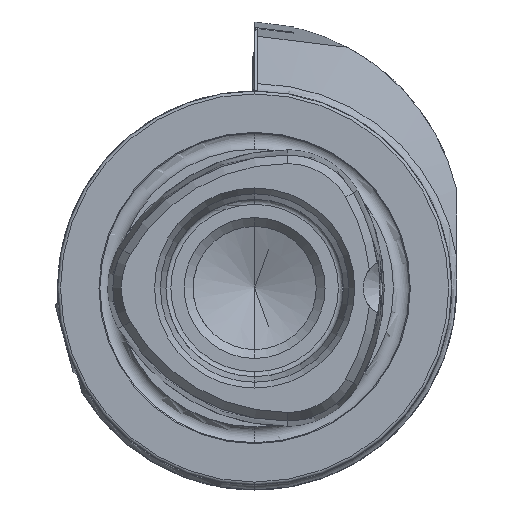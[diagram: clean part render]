
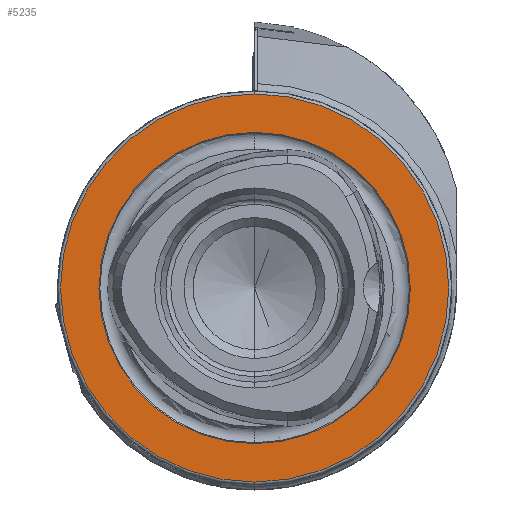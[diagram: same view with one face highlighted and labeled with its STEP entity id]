
A CAD part, left-side view. The second image highlights one B-rep face of the part: STEP entity #5235.
In plain terms, the highlighted planar face has unit normal (-1, 0, 0).
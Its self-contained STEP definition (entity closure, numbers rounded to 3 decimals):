
#29 = AXIS2_PLACEMENT_3D ( 'NONE', #710, #5871, #214 ) ;
#63 = FACE_OUTER_BOUND ( 'NONE', #9634, .T. ) ;
#214 = DIRECTION ( 'NONE',  ( 0., 0., 1. ) ) ;
#418 = CARTESIAN_POINT ( 'NONE',  ( 0., 0., 0. ) ) ;
#600 = ORIENTED_EDGE ( 'NONE', *, *, #11651, .T. ) ;
#710 = CARTESIAN_POINT ( 'NONE',  ( 0., 0., 0. ) ) ;
#729 = EDGE_CURVE ( 'NONE', #3764, #8915, #6948, .T. ) ;
#1072 = PLANE ( 'NONE',  #7311 ) ;
#1516 = AXIS2_PLACEMENT_3D ( 'NONE', #8071, #10017, #5983 ) ;
#1542 = DIRECTION ( 'NONE',  ( -1., 0., 0. ) ) ;
#1608 = VERTEX_POINT ( 'NONE', #10361 ) ;
#2269 = VERTEX_POINT ( 'NONE', #4860 ) ;
#3336 = ORIENTED_EDGE ( 'NONE', *, *, #729, .T. ) ;
#3362 = DIRECTION ( 'NONE',  ( 0., 0., 1. ) ) ;
#3764 = VERTEX_POINT ( 'NONE', #10277 ) ;
#4860 = CARTESIAN_POINT ( 'NONE',  ( 0., 0., 15.8 ) ) ;
#4936 = EDGE_LOOP ( 'NONE', ( #6076, #11997 ) ) ;
#5235 = ADVANCED_FACE ( 'NONE', ( #5985, #63 ), #1072, .F. ) ;
#5871 = DIRECTION ( 'NONE',  ( -1., 0., 0. ) ) ;
#5983 = DIRECTION ( 'NONE',  ( 0., 0., 1. ) ) ;
#5985 = FACE_BOUND ( 'NONE', #4936, .T. ) ;
#6076 = ORIENTED_EDGE ( 'NONE', *, *, #6557, .F. ) ;
#6557 = EDGE_CURVE ( 'NONE', #2269, #1608, #6594, .T. ) ;
#6594 = CIRCLE ( 'NONE', #1516, 15.8 ) ;
#6948 = CIRCLE ( 'NONE', #29, 19.7 ) ;
#7311 = AXIS2_PLACEMENT_3D ( 'NONE', #9229, #10329, #10281 ) ;
#7327 = CARTESIAN_POINT ( 'NONE',  ( 0., 0., -19.7 ) ) ;
#8071 = CARTESIAN_POINT ( 'NONE',  ( 0., 0., 0. ) ) ;
#8915 = VERTEX_POINT ( 'NONE', #7327 ) ;
#9229 = CARTESIAN_POINT ( 'NONE',  ( 0., 15.8, 0. ) ) ;
#9245 = CIRCLE ( 'NONE', #9466, 15.8 ) ;
#9409 = CARTESIAN_POINT ( 'NONE',  ( 0., 0., 0. ) ) ;
#9466 = AXIS2_PLACEMENT_3D ( 'NONE', #9409, #10611, #3362 ) ;
#9540 = CIRCLE ( 'NONE', #10671, 19.7 ) ;
#9634 = EDGE_LOOP ( 'NONE', ( #3336, #600 ) ) ;
#9678 = DIRECTION ( 'NONE',  ( 0., 0., 1. ) ) ;
#9949 = EDGE_CURVE ( 'NONE', #1608, #2269, #9245, .T. ) ;
#10017 = DIRECTION ( 'NONE',  ( -1., 0., 0. ) ) ;
#10277 = CARTESIAN_POINT ( 'NONE',  ( 0., 0., 19.7 ) ) ;
#10281 = DIRECTION ( 'NONE',  ( 0., 0., -1. ) ) ;
#10329 = DIRECTION ( 'NONE',  ( 1., 0., 0. ) ) ;
#10361 = CARTESIAN_POINT ( 'NONE',  ( 0., 0., -15.8 ) ) ;
#10611 = DIRECTION ( 'NONE',  ( -1., 0., 0. ) ) ;
#10671 = AXIS2_PLACEMENT_3D ( 'NONE', #418, #1542, #9678 ) ;
#11651 = EDGE_CURVE ( 'NONE', #8915, #3764, #9540, .T. ) ;
#11997 = ORIENTED_EDGE ( 'NONE', *, *, #9949, .F. ) ;
